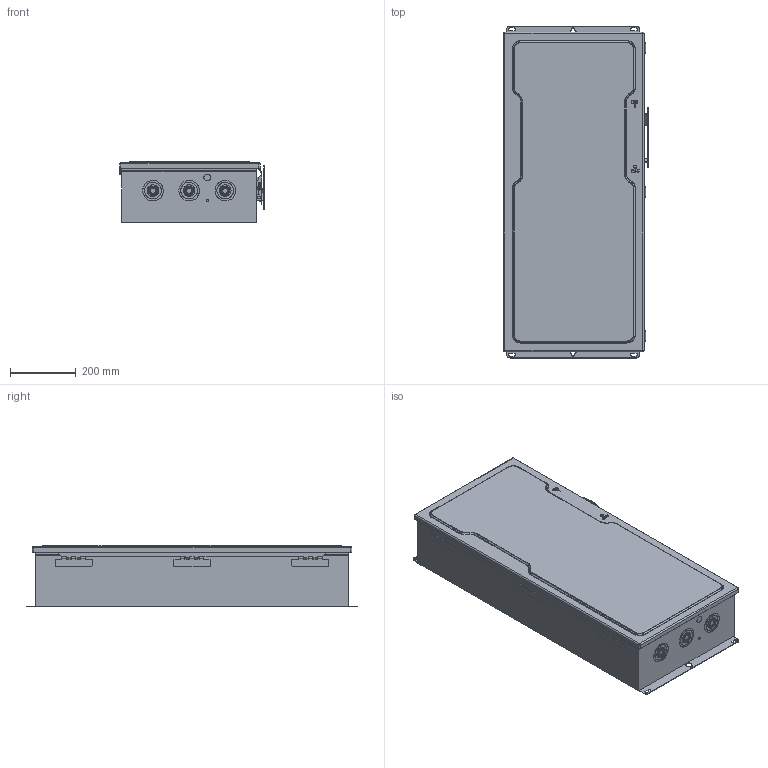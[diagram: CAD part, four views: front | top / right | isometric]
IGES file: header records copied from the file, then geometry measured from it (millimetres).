
Global section: file name: EOH364JK_RK.igs; preprocessor: I-DEAS 3D IGES Translator 15; date: 20140203.151722; units: millimetre
Bounding box: 441.5 x 1011 x 187.7 mm (x, y, z)
Volume: 21258.9 mm3; surface area: 1487307 mm2
Topology: 6 solids, 6 shells, 829 faces, 4406 edges, 4050 vertices
Faces by surface type: bspline 829
